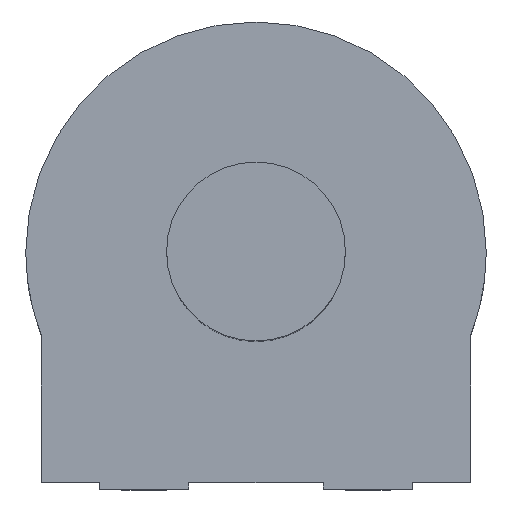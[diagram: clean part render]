
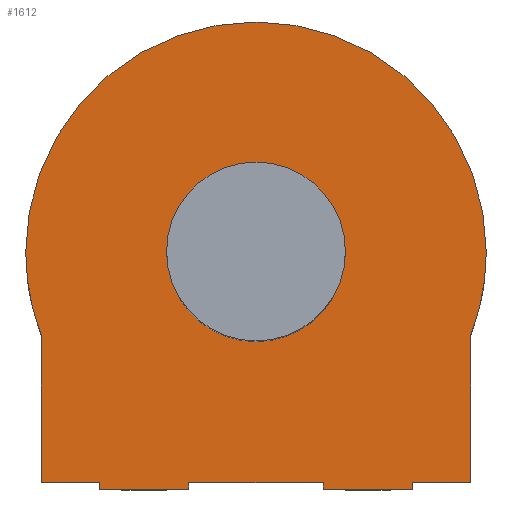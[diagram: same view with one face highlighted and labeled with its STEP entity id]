
A CAD part, top view. The second image highlights one B-rep face of the part: STEP entity #1612.
In plain terms, the highlighted planar face has unit normal (0, 0, 1).
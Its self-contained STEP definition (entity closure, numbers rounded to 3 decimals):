
#4 = ORIENTED_EDGE ( 'NONE', *, *, #1288, .F. ) ;
#14 = CIRCLE ( 'NONE', #1098, 5.15 ) ;
#21 = EDGE_CURVE ( 'NONE', #1332, #80, #1164, .T. ) ;
#25 = CARTESIAN_POINT ( 'NONE',  ( -4.8, -1.866, 4.5 ) ) ;
#40 = EDGE_CURVE ( 'NONE', #858, #466, #620, .T. ) ;
#49 = VECTOR ( 'NONE', #887, 1000. ) ;
#54 = DIRECTION ( 'NONE',  ( 0., 1., 0. ) ) ;
#70 = DIRECTION ( 'NONE',  ( 0., 0., 1. ) ) ;
#71 = EDGE_CURVE ( 'NONE', #228, #1688, #785, .T. ) ;
#80 = VERTEX_POINT ( 'NONE', #1408 ) ;
#162 = CIRCLE ( 'NONE', #370, 5.15 ) ;
#163 = VECTOR ( 'NONE', #1220, 1000. ) ;
#193 = CARTESIAN_POINT ( 'NONE',  ( -3.5, -5., 4.5 ) ) ;
#202 = CARTESIAN_POINT ( 'NONE',  ( 4.8, -1.866, 4.5 ) ) ;
#205 = CARTESIAN_POINT ( 'NONE',  ( 0., 0., 4.5 ) ) ;
#210 = EDGE_CURVE ( 'NONE', #545, #1330, #1430, .T. ) ;
#222 = CARTESIAN_POINT ( 'NONE',  ( -1.5, -5.3, 4.5 ) ) ;
#228 = VERTEX_POINT ( 'NONE', #1304 ) ;
#240 = LINE ( 'NONE', #500, #1061 ) ;
#241 = CARTESIAN_POINT ( 'NONE',  ( -4.8, -5.15, 4.5 ) ) ;
#248 = CARTESIAN_POINT ( 'NONE',  ( -3.5, -5.15, 4.5 ) ) ;
#249 = VECTOR ( 'NONE', #894, 1000. ) ;
#252 = DIRECTION ( 'NONE',  ( 1., 0., 0. ) ) ;
#270 = ORIENTED_EDGE ( 'NONE', *, *, #21, .T. ) ;
#292 = EDGE_CURVE ( 'NONE', #528, #545, #389, .T. ) ;
#312 = VERTEX_POINT ( 'NONE', #1625 ) ;
#321 = LINE ( 'NONE', #1803, #965 ) ;
#355 = FACE_BOUND ( 'NONE', #1014, .T. ) ;
#356 = DIRECTION ( 'NONE',  ( 0., 0., -1. ) ) ;
#370 = AXIS2_PLACEMENT_3D ( 'NONE', #205, #356, #1545 ) ;
#379 = CARTESIAN_POINT ( 'NONE',  ( 5.15, 0., 4.5 ) ) ;
#388 = DIRECTION ( 'NONE',  ( 1., 0., 0. ) ) ;
#389 = LINE ( 'NONE', #1874, #1353 ) ;
#407 = EDGE_CURVE ( 'NONE', #1729, #1118, #741, .T. ) ;
#424 = VECTOR ( 'NONE', #252, 1000. ) ;
#425 = VERTEX_POINT ( 'NONE', #202 ) ;
#466 = VERTEX_POINT ( 'NONE', #1595 ) ;
#474 = EDGE_CURVE ( 'NONE', #870, #228, #1893, .T. ) ;
#477 = CARTESIAN_POINT ( 'NONE',  ( 0., 0., 4.5 ) ) ;
#486 = CIRCLE ( 'NONE', #1478, 2. ) ;
#499 = CARTESIAN_POINT ( 'NONE',  ( 1.5, -5., 4.5 ) ) ;
#500 = CARTESIAN_POINT ( 'NONE',  ( 4.8, -5.15, 4.5 ) ) ;
#504 = PLANE ( 'NONE',  #559 ) ;
#526 = DIRECTION ( 'NONE',  ( 0., -1., 0. ) ) ;
#528 = VERTEX_POINT ( 'NONE', #1498 ) ;
#545 = VERTEX_POINT ( 'NONE', #1655 ) ;
#559 = AXIS2_PLACEMENT_3D ( 'NONE', #844, #70, #1872 ) ;
#566 = EDGE_CURVE ( 'NONE', #466, #757, #1800, .T. ) ;
#567 = ORIENTED_EDGE ( 'NONE', *, *, #566, .T. ) ;
#598 = ORIENTED_EDGE ( 'NONE', *, *, #1324, .T. ) ;
#605 = CARTESIAN_POINT ( 'NONE',  ( -4.8, -5.15, 4.5 ) ) ;
#620 = LINE ( 'NONE', #605, #249 ) ;
#638 = DIRECTION ( 'NONE',  ( 1., 0., 0. ) ) ;
#644 = CARTESIAN_POINT ( 'NONE',  ( 4.8, -5.15, 4.5 ) ) ;
#651 = ORIENTED_EDGE ( 'NONE', *, *, #407, .T. ) ;
#661 = DIRECTION ( 'NONE',  ( 0., 0., -1. ) ) ;
#704 = VECTOR ( 'NONE', #638, 1000. ) ;
#716 = EDGE_CURVE ( 'NONE', #1729, #757, #1685, .T. ) ;
#732 = ORIENTED_EDGE ( 'NONE', *, *, #1272, .F. ) ;
#741 = LINE ( 'NONE', #1108, #704 ) ;
#752 = DIRECTION ( 'NONE',  ( 0., 0., -1. ) ) ;
#757 = VERTEX_POINT ( 'NONE', #248 ) ;
#778 = CARTESIAN_POINT ( 'NONE',  ( 0., 0., 4.5 ) ) ;
#785 = LINE ( 'NONE', #499, #1350 ) ;
#796 = ORIENTED_EDGE ( 'NONE', *, *, #1077, .F. ) ;
#800 = EDGE_LOOP ( 'NONE', ( #732, #1128, #567, #1388, #651, #1512, #1601, #831, #1183, #1779, #1250, #796, #1802, #4 ) ) ;
#814 = DIRECTION ( 'NONE',  ( 1., 0., 0. ) ) ;
#831 = ORIENTED_EDGE ( 'NONE', *, *, #71, .T. ) ;
#844 = CARTESIAN_POINT ( 'NONE',  ( 0., 0., 4.5 ) ) ;
#858 = VERTEX_POINT ( 'NONE', #25 ) ;
#870 = VERTEX_POINT ( 'NONE', #1336 ) ;
#887 = DIRECTION ( 'NONE',  ( 0., -1., 0. ) ) ;
#894 = DIRECTION ( 'NONE',  ( 0., -1., 0. ) ) ;
#909 = DIRECTION ( 'NONE',  ( 1., 0., 0. ) ) ;
#959 = VECTOR ( 'NONE', #814, 1000. ) ;
#965 = VECTOR ( 'NONE', #1659, 1000. ) ;
#1014 = EDGE_LOOP ( 'NONE', ( #598, #270 ) ) ;
#1061 = VECTOR ( 'NONE', #526, 1000. ) ;
#1077 = EDGE_CURVE ( 'NONE', #425, #1330, #240, .T. ) ;
#1098 = AXIS2_PLACEMENT_3D ( 'NONE', #1898, #661, #388 ) ;
#1108 = CARTESIAN_POINT ( 'NONE',  ( -3.5, -5.3, 4.5 ) ) ;
#1118 = VERTEX_POINT ( 'NONE', #222 ) ;
#1128 = ORIENTED_EDGE ( 'NONE', *, *, #40, .T. ) ;
#1149 = DIRECTION ( 'NONE',  ( 0., 1., 0. ) ) ;
#1164 = CIRCLE ( 'NONE', #1532, 2. ) ;
#1183 = ORIENTED_EDGE ( 'NONE', *, *, #1562, .F. ) ;
#1203 = CARTESIAN_POINT ( 'NONE',  ( -3.5, -5.3, 4.5 ) ) ;
#1220 = DIRECTION ( 'NONE',  ( 1., 0., 0. ) ) ;
#1250 = ORIENTED_EDGE ( 'NONE', *, *, #210, .T. ) ;
#1272 = EDGE_CURVE ( 'NONE', #858, #312, #1694, .T. ) ;
#1282 = FACE_OUTER_BOUND ( 'NONE', #800, .T. ) ;
#1288 = EDGE_CURVE ( 'NONE', #312, #1425, #162, .T. ) ;
#1293 = AXIS2_PLACEMENT_3D ( 'NONE', #477, #1711, #1841 ) ;
#1295 = CARTESIAN_POINT ( 'NONE',  ( -4.8, -5.15, 4.5 ) ) ;
#1304 = CARTESIAN_POINT ( 'NONE',  ( 1.5, -5.15, 4.5 ) ) ;
#1317 = LINE ( 'NONE', #1486, #49 ) ;
#1324 = EDGE_CURVE ( 'NONE', #80, #1332, #486, .T. ) ;
#1330 = VERTEX_POINT ( 'NONE', #644 ) ;
#1332 = VERTEX_POINT ( 'NONE', #1368 ) ;
#1336 = CARTESIAN_POINT ( 'NONE',  ( -1.5, -5.15, 4.5 ) ) ;
#1337 = CARTESIAN_POINT ( 'NONE',  ( -4.8, -5.15, 4.5 ) ) ;
#1350 = VECTOR ( 'NONE', #1594, 1000. ) ;
#1353 = VECTOR ( 'NONE', #1149, 1000. ) ;
#1368 = CARTESIAN_POINT ( 'NONE',  ( -2., 0., 4.5 ) ) ;
#1371 = CARTESIAN_POINT ( 'NONE',  ( 0., 0., 4.5 ) ) ;
#1388 = ORIENTED_EDGE ( 'NONE', *, *, #716, .F. ) ;
#1392 = DIRECTION ( 'NONE',  ( 1., 0., 0. ) ) ;
#1408 = CARTESIAN_POINT ( 'NONE',  ( 2., 0., 4.5 ) ) ;
#1413 = EDGE_CURVE ( 'NONE', #1425, #425, #14, .T. ) ;
#1425 = VERTEX_POINT ( 'NONE', #379 ) ;
#1430 = LINE ( 'NONE', #1295, #959 ) ;
#1478 = AXIS2_PLACEMENT_3D ( 'NONE', #778, #752, #909 ) ;
#1486 = CARTESIAN_POINT ( 'NONE',  ( -1.5, -5., 4.5 ) ) ;
#1498 = CARTESIAN_POINT ( 'NONE',  ( 3.5, -5.3, 4.5 ) ) ;
#1512 = ORIENTED_EDGE ( 'NONE', *, *, #1722, .F. ) ;
#1532 = AXIS2_PLACEMENT_3D ( 'NONE', #1371, #1828, #1392 ) ;
#1545 = DIRECTION ( 'NONE',  ( 1., 0., 0. ) ) ;
#1562 = EDGE_CURVE ( 'NONE', #528, #1688, #321, .T. ) ;
#1594 = DIRECTION ( 'NONE',  ( 0., -1., 0. ) ) ;
#1595 = CARTESIAN_POINT ( 'NONE',  ( -4.8, -5.15, 4.5 ) ) ;
#1601 = ORIENTED_EDGE ( 'NONE', *, *, #474, .T. ) ;
#1612 = ADVANCED_FACE ( 'NONE', ( #1282, #355 ), #504, .T. ) ;
#1625 = CARTESIAN_POINT ( 'NONE',  ( -5.15, 0., 4.5 ) ) ;
#1628 = CARTESIAN_POINT ( 'NONE',  ( 1.5, -5.3, 4.5 ) ) ;
#1638 = VECTOR ( 'NONE', #54, 1000. ) ;
#1655 = CARTESIAN_POINT ( 'NONE',  ( 3.5, -5.15, 4.5 ) ) ;
#1659 = DIRECTION ( 'NONE',  ( -1., 0., 0. ) ) ;
#1685 = LINE ( 'NONE', #193, #1638 ) ;
#1688 = VERTEX_POINT ( 'NONE', #1628 ) ;
#1694 = CIRCLE ( 'NONE', #1293, 5.15 ) ;
#1711 = DIRECTION ( 'NONE',  ( 0., 0., -1. ) ) ;
#1722 = EDGE_CURVE ( 'NONE', #870, #1118, #1317, .T. ) ;
#1729 = VERTEX_POINT ( 'NONE', #1203 ) ;
#1779 = ORIENTED_EDGE ( 'NONE', *, *, #292, .T. ) ;
#1800 = LINE ( 'NONE', #1337, #163 ) ;
#1802 = ORIENTED_EDGE ( 'NONE', *, *, #1413, .F. ) ;
#1803 = CARTESIAN_POINT ( 'NONE',  ( 3.5, -5.3, 4.5 ) ) ;
#1828 = DIRECTION ( 'NONE',  ( 0., 0., -1. ) ) ;
#1841 = DIRECTION ( 'NONE',  ( 1., 0., 0. ) ) ;
#1872 = DIRECTION ( 'NONE',  ( 1., 0., 0. ) ) ;
#1874 = CARTESIAN_POINT ( 'NONE',  ( 3.5, -5., 4.5 ) ) ;
#1893 = LINE ( 'NONE', #241, #424 ) ;
#1898 = CARTESIAN_POINT ( 'NONE',  ( 0., 0., 4.5 ) ) ;
